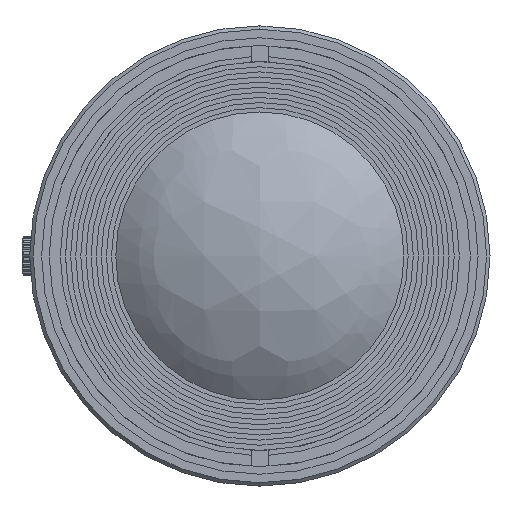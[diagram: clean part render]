
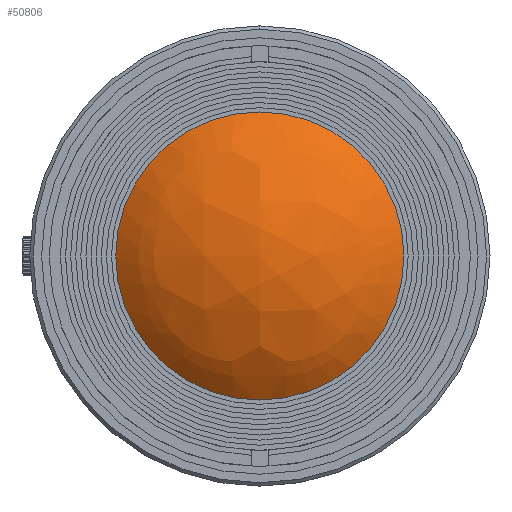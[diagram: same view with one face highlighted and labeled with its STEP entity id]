
A CAD part, left-side view. The second image highlights one B-rep face of the part: STEP entity #50806.
In plain terms, the highlighted free-form (B-spline) face has degree [3, 3] with [4, 4] control points.
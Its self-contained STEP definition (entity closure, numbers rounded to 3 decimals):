
#16927 = DIRECTION ( 'NONE',  ( 1., 0., 0. ) ) ;
#25789 = EDGE_CURVE ( 'NONE', #245862, #219336, #44447, .T. ) ;
#27127 = CARTESIAN_POINT ( 'NONE',  ( -9.417, -7.101, -19.343 ) ) ;
#29693 = CARTESIAN_POINT ( 'NONE',  ( -19.295, -7.101, 7.72 ) ) ;
#32265 = CARTESIAN_POINT ( 'NONE',  ( -2.424, 17.736, 13.516 ) ) ;
#44447 = CIRCLE ( 'NONE', #244292, 17.5 ) ;
#49267 = CARTESIAN_POINT ( 'NONE',  ( -9.36, -7.101, 19.411 ) ) ;
#50806 = ADVANCED_FACE ( 'NONE', ( #171754 ), #54170, .T. ) ;
#52153 = CARTESIAN_POINT ( 'NONE',  ( -7.59, 0., 0. ) ) ;
#54170 =( BOUNDED_SURFACE ( )  B_SPLINE_SURFACE ( 3, 3, ( 
 ( #67554, #210869, #147127, #170472 ),
 ( #49267, #29693, #226579, #27127 ),
 ( #187465, #246102, #207022, #70121 ),
 ( #32265, #89701, #169171, #149677 ) ),
 .UNSPECIFIED., .F., .F., .F. ) 
 B_SPLINE_SURFACE_WITH_KNOTS ( ( 4, 4 ),
 ( 4, 4 ),
 ( 0., 1. ),
 ( 0., 1. ),
 .UNSPECIFIED. ) 
 GEOMETRIC_REPRESENTATION_ITEM ( )  RATIONAL_B_SPLINE_SURFACE ( (
 ( 1., 0.842, 0.842, 1.),
 ( 0.841, 0.708, 0.708, 0.841),
 ( 0.841, 0.708, 0.708, 0.841),
 ( 1., 0.842, 0.842, 1.) ) ) 
 REPRESENTATION_ITEM ( '' )  SURFACE ( )  );
#56210 = CARTESIAN_POINT ( 'NONE',  ( -7.59, 0., -17.5 ) ) ;
#64936 = ORIENTED_EDGE ( 'NONE', *, *, #25789, .F. ) ;
#67554 = CARTESIAN_POINT ( 'NONE',  ( -2.376, -17.81, 13.476 ) ) ;
#70121 = CARTESIAN_POINT ( 'NONE',  ( -9.436, 6.994, -19.359 ) ) ;
#73371 = ORIENTED_EDGE ( 'NONE', *, *, #203957, .F. ) ;
#86415 = DIRECTION ( 'NONE',  ( 0., 0., -1. ) ) ;
#89701 = CARTESIAN_POINT ( 'NONE',  ( -9.343, 17.736, 5.376 ) ) ;
#101681 = CARTESIAN_POINT ( 'NONE',  ( -7.59, 0., 17.5 ) ) ;
#114740 = DIRECTION ( 'NONE',  ( 0., 0., -1. ) ) ;
#141635 = AXIS2_PLACEMENT_3D ( 'NONE', #205012, #143803, #86415 ) ;
#143803 = DIRECTION ( 'NONE',  ( 1., 0., 0. ) ) ;
#147127 = CARTESIAN_POINT ( 'NONE',  ( -9.289, -17.81, -5.292 ) ) ;
#149677 = CARTESIAN_POINT ( 'NONE',  ( -2.464, 17.736, -13.469 ) ) ;
#169171 = CARTESIAN_POINT ( 'NONE',  ( -9.358, 17.736, -5.308 ) ) ;
#170472 = CARTESIAN_POINT ( 'NONE',  ( -2.416, -17.81, -13.428 ) ) ;
#171754 = FACE_OUTER_BOUND ( 'NONE', #246808, .T. ) ;
#187465 = CARTESIAN_POINT ( 'NONE',  ( -9.379, 6.994, 19.427 ) ) ;
#203957 = EDGE_CURVE ( 'NONE', #219336, #245862, #254007, .T. ) ;
#205012 = CARTESIAN_POINT ( 'NONE',  ( -7.59, 0., 0. ) ) ;
#207022 = CARTESIAN_POINT ( 'NONE',  ( -19.345, 6.994, -7.629 ) ) ;
#210869 = CARTESIAN_POINT ( 'NONE',  ( -9.273, -17.81, 5.359 ) ) ;
#219336 = VERTEX_POINT ( 'NONE', #56210 ) ;
#226579 = CARTESIAN_POINT ( 'NONE',  ( -19.318, -7.101, -7.622 ) ) ;
#244292 = AXIS2_PLACEMENT_3D ( 'NONE', #52153, #16927, #114740 ) ;
#245862 = VERTEX_POINT ( 'NONE', #101681 ) ;
#246102 = CARTESIAN_POINT ( 'NONE',  ( -19.322, 6.994, 7.726 ) ) ;
#246808 = EDGE_LOOP ( 'NONE', ( #73371, #64936 ) ) ;
#254007 = CIRCLE ( 'NONE', #141635, 17.5 ) ;
